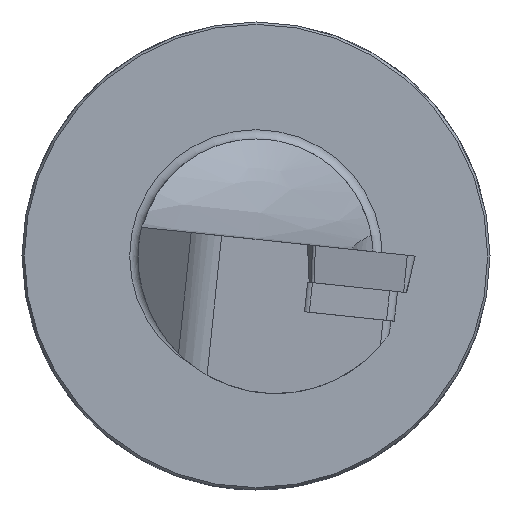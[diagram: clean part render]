
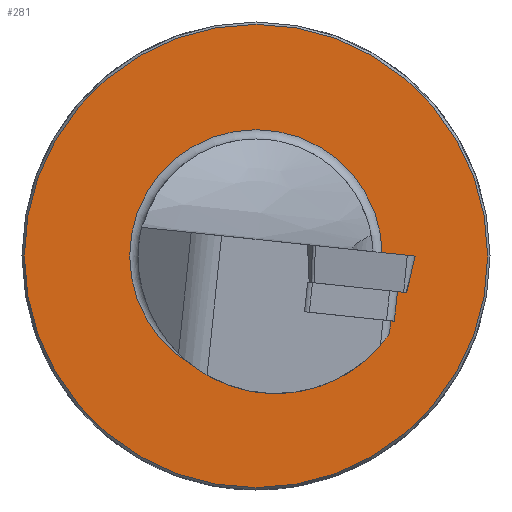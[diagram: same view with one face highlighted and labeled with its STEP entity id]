
A CAD part, left-side view. The second image highlights one B-rep face of the part: STEP entity #281.
In plain terms, the highlighted planar face has unit normal (-1, 0, 0).
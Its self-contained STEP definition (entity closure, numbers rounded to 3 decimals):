
#146=FACE_BOUND('',#452,.T.);
#147=FACE_BOUND('',#453,.T.);
#222=CIRCLE('',#1257,24.75);
#229=CIRCLE('',#1300,13.5);
#281=ADVANCED_FACE('',(#146,#147),#332,.F.);
#332=PLANE('',#1301);
#452=EDGE_LOOP('',(#657));
#453=EDGE_LOOP('',(#658));
#657=ORIENTED_EDGE('',*,*,#1012,.T.);
#658=ORIENTED_EDGE('',*,*,#955,.F.);
#843=VERTEX_POINT('',#1834);
#885=VERTEX_POINT('',#2398);
#955=EDGE_CURVE('',#843,#843,#222,.T.);
#1012=EDGE_CURVE('',#885,#885,#229,.T.);
#1257=AXIS2_PLACEMENT_3D('',#1833,#1405,#1406);
#1300=AXIS2_PLACEMENT_3D('',#2397,#1515,#1516);
#1301=AXIS2_PLACEMENT_3D('',#2399,#1517,#1518);
#1405=DIRECTION('',(1.,0.,0.));
#1406=DIRECTION('',(0.,0.,-1.));
#1515=DIRECTION('',(1.,0.,0.));
#1516=DIRECTION('',(0.,0.,1.));
#1517=DIRECTION('',(1.,0.,0.));
#1518=DIRECTION('',(0.,0.,-1.));
#1833=CARTESIAN_POINT('',(70.,0.,0.));
#1834=CARTESIAN_POINT('',(70.,0.,-24.75));
#2397=CARTESIAN_POINT('',(70.,0.,0.));
#2398=CARTESIAN_POINT('',(70.,0.,13.5));
#2399=CARTESIAN_POINT('',(70.,162.128,0.));
